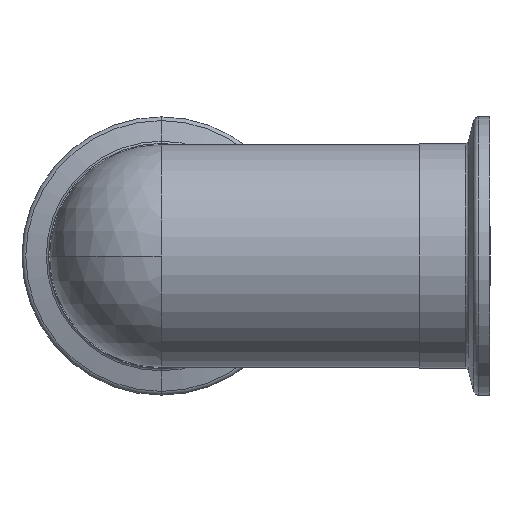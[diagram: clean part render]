
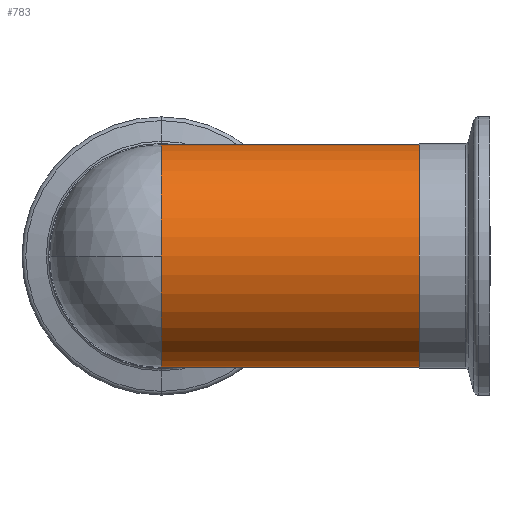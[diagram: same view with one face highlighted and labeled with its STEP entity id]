
A CAD part, left-side view. The second image highlights one B-rep face of the part: STEP entity #783.
In plain terms, the highlighted cylindrical face has radius 22 mm (diameter 44 mm), a partial arc.
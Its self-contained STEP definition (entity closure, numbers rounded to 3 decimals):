
#1 = AXIS2_PLACEMENT_3D ( 'NONE', #749, #104, #858 ) ;
#23 = CIRCLE ( 'NONE', #497, 22. ) ;
#31 = VERTEX_POINT ( 'NONE', #291 ) ;
#41 = CARTESIAN_POINT ( 'NONE',  ( 0., 0., 0. ) ) ;
#53 = EDGE_CURVE ( 'NONE', #703, #293, #1187, .T. ) ;
#104 = DIRECTION ( 'NONE',  ( 0., 1., 0. ) ) ;
#157 = DIRECTION ( 'NONE',  ( -1., 0., 0. ) ) ;
#160 = EDGE_CURVE ( 'NONE', #926, #31, #510, .T. ) ;
#185 = ORIENTED_EDGE ( 'NONE', *, *, #978, .T. ) ;
#202 = CYLINDRICAL_SURFACE ( 'NONE', #1103, 22. ) ;
#211 = CARTESIAN_POINT ( 'NONE',  ( 0., 24.18, 22. ) ) ;
#217 = EDGE_CURVE ( 'NONE', #842, #926, #269, .T. ) ;
#236 = VECTOR ( 'NONE', #1060, 1000. ) ;
#269 = CIRCLE ( 'NONE', #1, 22. ) ;
#291 = CARTESIAN_POINT ( 'NONE',  ( 0., 0., 22. ) ) ;
#293 = VERTEX_POINT ( 'NONE', #992 ) ;
#359 = CARTESIAN_POINT ( 'NONE',  ( 0., -51., 22. ) ) ;
#384 = EDGE_LOOP ( 'NONE', ( #744, #453, #499, #185, #1158 ) ) ;
#402 = DIRECTION ( 'NONE',  ( 0., 1., 0. ) ) ;
#447 = VECTOR ( 'NONE', #402, 1000. ) ;
#453 = ORIENTED_EDGE ( 'NONE', *, *, #217, .T. ) ;
#464 = DIRECTION ( 'NONE',  ( 0., 0., 1. ) ) ;
#497 = AXIS2_PLACEMENT_3D ( 'NONE', #41, #796, #157 ) ;
#499 = ORIENTED_EDGE ( 'NONE', *, *, #160, .T. ) ;
#506 = DIRECTION ( 'NONE',  ( 0., -1., 0. ) ) ;
#510 = LINE ( 'NONE', #211, #236 ) ;
#557 = CARTESIAN_POINT ( 'NONE',  ( -22., 0., 0. ) ) ;
#703 = VERTEX_POINT ( 'NONE', #557 ) ;
#722 = CARTESIAN_POINT ( 'NONE',  ( 0., 24.18, 0. ) ) ;
#728 = CARTESIAN_POINT ( 'NONE',  ( 0., 24.18, -22. ) ) ;
#744 = ORIENTED_EDGE ( 'NONE', *, *, #804, .F. ) ;
#749 = CARTESIAN_POINT ( 'NONE',  ( 0., -51., 0. ) ) ;
#783 = ADVANCED_FACE ( 'NONE', ( #800 ), #202, .T. ) ;
#796 = DIRECTION ( 'NONE',  ( 0., -1., 0. ) ) ;
#800 = FACE_OUTER_BOUND ( 'NONE', #384, .T. ) ;
#804 = EDGE_CURVE ( 'NONE', #842, #293, #1295, .T. ) ;
#822 = AXIS2_PLACEMENT_3D ( 'NONE', #1150, #506, #1252 ) ;
#842 = VERTEX_POINT ( 'NONE', #1159 ) ;
#858 = DIRECTION ( 'NONE',  ( 0., 0., 1. ) ) ;
#926 = VERTEX_POINT ( 'NONE', #359 ) ;
#978 = EDGE_CURVE ( 'NONE', #31, #703, #23, .T. ) ;
#992 = CARTESIAN_POINT ( 'NONE',  ( 0., 0., -22. ) ) ;
#1060 = DIRECTION ( 'NONE',  ( 0., 1., 0. ) ) ;
#1103 = AXIS2_PLACEMENT_3D ( 'NONE', #722, #1350, #464 ) ;
#1150 = CARTESIAN_POINT ( 'NONE',  ( 0., 0., 0. ) ) ;
#1158 = ORIENTED_EDGE ( 'NONE', *, *, #53, .T. ) ;
#1159 = CARTESIAN_POINT ( 'NONE',  ( 0., -51., -22. ) ) ;
#1187 = CIRCLE ( 'NONE', #822, 22. ) ;
#1252 = DIRECTION ( 'NONE',  ( -1., 0., 0. ) ) ;
#1295 = LINE ( 'NONE', #728, #447 ) ;
#1350 = DIRECTION ( 'NONE',  ( 0., 1., 0. ) ) ;
